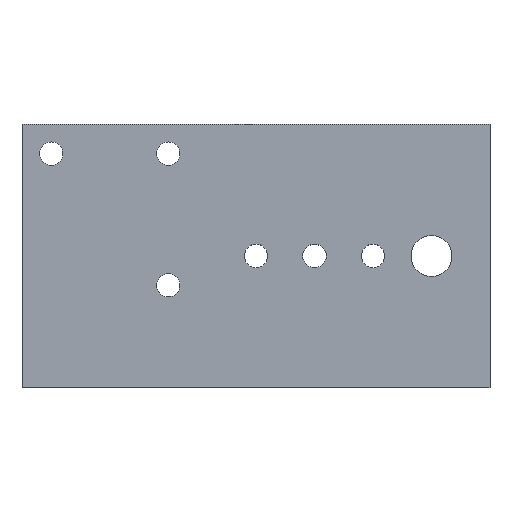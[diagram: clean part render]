
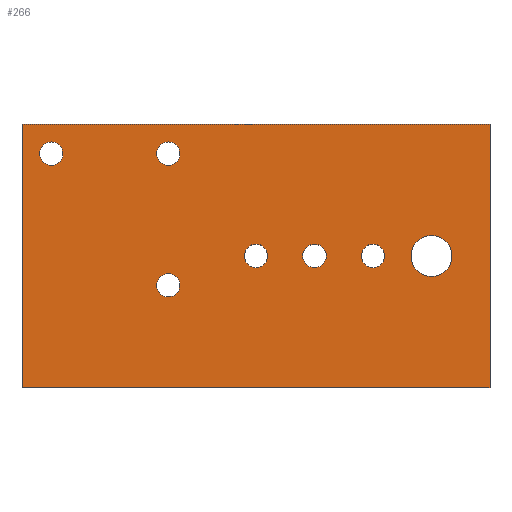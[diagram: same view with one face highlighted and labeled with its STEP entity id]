
A CAD part, top view. The second image highlights one B-rep face of the part: STEP entity #266.
In plain terms, the highlighted planar face has unit normal (0, 0, 1).
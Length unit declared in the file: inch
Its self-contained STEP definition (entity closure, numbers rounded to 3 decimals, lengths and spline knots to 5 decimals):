
#15=FACE_BOUND('',#60,.T.);
#16=FACE_BOUND('',#61,.T.);
#17=FACE_BOUND('',#62,.T.);
#18=FACE_BOUND('',#63,.T.);
#19=FACE_BOUND('',#64,.T.);
#20=FACE_BOUND('',#65,.T.);
#21=FACE_BOUND('',#66,.T.);
#33=PLANE('',#315);
#46=FACE_OUTER_BOUND('',#59,.T.);
#59=EDGE_LOOP('',(#226,#227,#228,#229));
#60=EDGE_LOOP('',(#230));
#61=EDGE_LOOP('',(#231));
#62=EDGE_LOOP('',(#232));
#63=EDGE_LOOP('',(#233));
#64=EDGE_LOOP('',(#234));
#65=EDGE_LOOP('',(#235));
#66=EDGE_LOOP('',(#236));
#84=LINE('',#442,#103);
#87=LINE('',#448,#106);
#90=LINE('',#454,#109);
#93=LINE('',#458,#112);
#103=VECTOR('',#372,0.3937);
#106=VECTOR('',#377,0.3937);
#109=VECTOR('',#382,0.3937);
#112=VECTOR('',#387,0.3937);
#113=CIRCLE('',#291,0.175);
#115=CIRCLE('',#294,0.1);
#117=CIRCLE('',#297,0.1);
#119=CIRCLE('',#300,0.1);
#121=CIRCLE('',#303,0.1);
#123=CIRCLE('',#306,0.1);
#125=CIRCLE('',#309,0.1);
#127=VERTEX_POINT('',#394);
#129=VERTEX_POINT('',#400);
#131=VERTEX_POINT('',#406);
#133=VERTEX_POINT('',#412);
#135=VERTEX_POINT('',#418);
#137=VERTEX_POINT('',#424);
#139=VERTEX_POINT('',#430);
#143=VERTEX_POINT('',#439);
#144=VERTEX_POINT('',#441);
#146=VERTEX_POINT('',#447);
#148=VERTEX_POINT('',#453);
#149=EDGE_CURVE('',#127,#127,#113,.T.);
#152=EDGE_CURVE('',#129,#129,#115,.T.);
#155=EDGE_CURVE('',#131,#131,#117,.T.);
#158=EDGE_CURVE('',#133,#133,#119,.T.);
#161=EDGE_CURVE('',#135,#135,#121,.T.);
#164=EDGE_CURVE('',#137,#137,#123,.T.);
#167=EDGE_CURVE('',#139,#139,#125,.T.);
#172=EDGE_CURVE('',#144,#143,#84,.T.);
#175=EDGE_CURVE('',#146,#144,#87,.T.);
#178=EDGE_CURVE('',#148,#146,#90,.T.);
#181=EDGE_CURVE('',#143,#148,#93,.T.);
#226=ORIENTED_EDGE('',*,*,#181,.T.);
#227=ORIENTED_EDGE('',*,*,#178,.T.);
#228=ORIENTED_EDGE('',*,*,#175,.T.);
#229=ORIENTED_EDGE('',*,*,#172,.T.);
#230=ORIENTED_EDGE('',*,*,#167,.T.);
#231=ORIENTED_EDGE('',*,*,#164,.T.);
#232=ORIENTED_EDGE('',*,*,#161,.T.);
#233=ORIENTED_EDGE('',*,*,#158,.T.);
#234=ORIENTED_EDGE('',*,*,#155,.T.);
#235=ORIENTED_EDGE('',*,*,#152,.T.);
#236=ORIENTED_EDGE('',*,*,#149,.T.);
#266=ADVANCED_FACE('',(#46,#15,#16,#17,#18,#19,#20,#21),#33,.T.);
#291=AXIS2_PLACEMENT_3D('',#395,#321,#322);
#294=AXIS2_PLACEMENT_3D('',#401,#328,#329);
#297=AXIS2_PLACEMENT_3D('',#407,#335,#336);
#300=AXIS2_PLACEMENT_3D('',#413,#342,#343);
#303=AXIS2_PLACEMENT_3D('',#419,#349,#350);
#306=AXIS2_PLACEMENT_3D('',#425,#356,#357);
#309=AXIS2_PLACEMENT_3D('',#431,#363,#364);
#315=AXIS2_PLACEMENT_3D('',#459,#388,#389);
#321=DIRECTION('center_axis',(0.,0.,-1.));
#322=DIRECTION('ref_axis',(-1.,0.,0.));
#328=DIRECTION('center_axis',(0.,0.,-1.));
#329=DIRECTION('ref_axis',(-1.,0.,0.));
#335=DIRECTION('center_axis',(0.,0.,-1.));
#336=DIRECTION('ref_axis',(-1.,0.,0.));
#342=DIRECTION('center_axis',(0.,0.,-1.));
#343=DIRECTION('ref_axis',(-1.,0.,0.));
#349=DIRECTION('center_axis',(0.,0.,-1.));
#350=DIRECTION('ref_axis',(-1.,0.,0.));
#356=DIRECTION('center_axis',(0.,0.,-1.));
#357=DIRECTION('ref_axis',(-1.,0.,0.));
#363=DIRECTION('center_axis',(0.,0.,-1.));
#364=DIRECTION('ref_axis',(-1.,0.,0.));
#372=DIRECTION('',(-1.,0.,0.));
#377=DIRECTION('',(0.,1.,0.));
#382=DIRECTION('',(1.,0.,0.));
#387=DIRECTION('',(0.,-1.,0.));
#388=DIRECTION('center_axis',(0.,0.,1.));
#389=DIRECTION('ref_axis',(1.,0.,0.));
#394=CARTESIAN_POINT('',(3.675,1.125,0.0625));
#395=CARTESIAN_POINT('Origin',(3.5,1.125,0.0625));
#400=CARTESIAN_POINT('',(3.1,1.125,0.0625));
#401=CARTESIAN_POINT('Origin',(3.,1.125,0.0625));
#406=CARTESIAN_POINT('',(2.6,1.125,0.0625));
#407=CARTESIAN_POINT('Origin',(2.5,1.125,0.0625));
#412=CARTESIAN_POINT('',(2.1,1.125,0.0625));
#413=CARTESIAN_POINT('Origin',(2.,1.125,0.0625));
#418=CARTESIAN_POINT('',(1.35,0.875,0.0625));
#419=CARTESIAN_POINT('Origin',(1.25,0.875,0.0625));
#424=CARTESIAN_POINT('',(0.35,2.,0.0625));
#425=CARTESIAN_POINT('Origin',(0.25,2.,0.0625));
#430=CARTESIAN_POINT('',(1.35,2.,0.0625));
#431=CARTESIAN_POINT('Origin',(1.25,2.,0.0625));
#439=CARTESIAN_POINT('',(0.,2.25,0.0625));
#441=CARTESIAN_POINT('',(4.,2.25,0.0625));
#442=CARTESIAN_POINT('',(4.,2.25,0.0625));
#447=CARTESIAN_POINT('',(4.,0.,0.0625));
#448=CARTESIAN_POINT('',(4.,0.,0.0625));
#453=CARTESIAN_POINT('',(0.,0.,0.0625));
#454=CARTESIAN_POINT('',(0.,0.,0.0625));
#458=CARTESIAN_POINT('',(0.,2.25,0.0625));
#459=CARTESIAN_POINT('Origin',(2.,1.125,0.0625));
